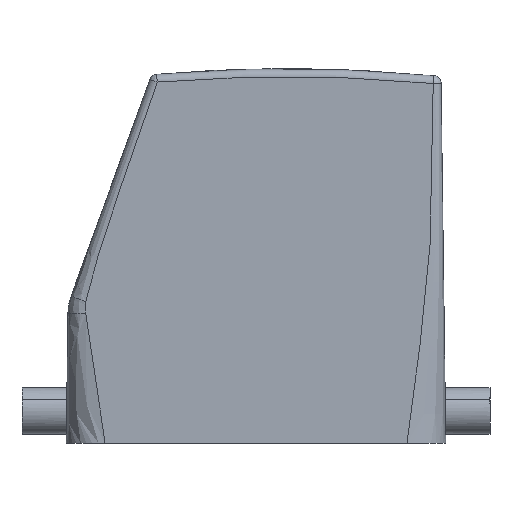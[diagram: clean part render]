
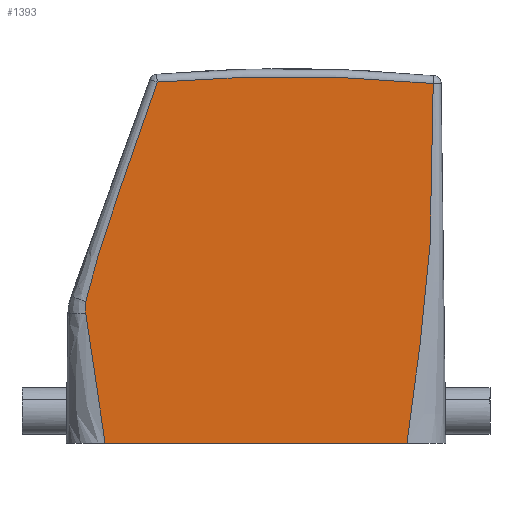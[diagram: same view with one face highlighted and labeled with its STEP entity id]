
A CAD part, left-side view. The second image highlights one B-rep face of the part: STEP entity #1393.
In plain terms, the highlighted planar face has unit normal (-1, 0, 0).
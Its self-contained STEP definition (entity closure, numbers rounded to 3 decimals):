
#1318=AXIS2_PLACEMENT_3D('Plane Axis2P3D',#1315,#1316,#1317) ;
#1382=AXIS2_PLACEMENT_3D('Circle Axis2P3D',#1380,#1381,$) ;
#497=CARTESIAN_POINT('Vertex',(0.,15.987,0.)) ;
#502=CARTESIAN_POINT('Line Origine',(0.,45.001,0.)) ;
#506=CARTESIAN_POINT('Vertex',(0.,74.015,0.)) ;
#1259=CARTESIAN_POINT('Vertex',(0.,10.921,69.176)) ;
#1263=CARTESIAN_POINT('Control Point',(0.,10.921,69.176)) ;
#1264=CARTESIAN_POINT('Control Point',(0.,10.918,66.926)) ;
#1265=CARTESIAN_POINT('Control Point',(0.,10.921,64.676)) ;
#1266=CARTESIAN_POINT('Control Point',(0.,10.932,62.426)) ;
#1267=CARTESIAN_POINT('Control Point',(0.,10.966,57.92)) ;
#1268=CARTESIAN_POINT('Control Point',(0.,11.023,53.413)) ;
#1269=CARTESIAN_POINT('Control Point',(0.,11.059,51.051)) ;
#1270=CARTESIAN_POINT('Control Point',(0.,11.165,45.68)) ;
#1271=CARTESIAN_POINT('Control Point',(0.,11.38,40.312)) ;
#1272=CARTESIAN_POINT('Control Point',(0.,11.561,37.199)) ;
#1273=CARTESIAN_POINT('Control Point',(0.,12.039,30.978)) ;
#1274=CARTESIAN_POINT('Control Point',(0.,12.712,24.767)) ;
#1275=CARTESIAN_POINT('Control Point',(0.,13.09,21.665)) ;
#1276=CARTESIAN_POINT('Control Point',(0.,13.75,16.587)) ;
#1277=CARTESIAN_POINT('Control Point',(0.,14.442,11.512)) ;
#1278=CARTESIAN_POINT('Control Point',(0.,14.713,9.533)) ;
#1279=CARTESIAN_POINT('Control Point',(0.,15.135,6.431)) ;
#1280=CARTESIAN_POINT('Control Point',(0.,15.55,3.327)) ;
#1281=CARTESIAN_POINT('Control Point',(0.,15.697,2.216)) ;
#1282=CARTESIAN_POINT('Control Point',(0.,15.842,1.109)) ;
#1283=CARTESIAN_POINT('Control Point',(0.,15.987,0.)) ;
#1315=CARTESIAN_POINT('Axis2P3D Location',(0.,6.967,-30.8)) ;
#1321=CARTESIAN_POINT('Control Point',(0.,63.985,69.452)) ;
#1322=CARTESIAN_POINT('Control Point',(0.,64.581,67.78)) ;
#1323=CARTESIAN_POINT('Control Point',(0.,65.172,66.114)) ;
#1324=CARTESIAN_POINT('Control Point',(0.,65.755,64.46)) ;
#1325=CARTESIAN_POINT('Control Point',(0.,66.477,62.402)) ;
#1326=CARTESIAN_POINT('Control Point',(0.,67.197,60.334)) ;
#1327=CARTESIAN_POINT('Control Point',(0.,67.388,59.787)) ;
#1328=CARTESIAN_POINT('Control Point',(0.,68.621,56.237)) ;
#1329=CARTESIAN_POINT('Control Point',(0.,69.843,52.685)) ;
#1330=CARTESIAN_POINT('Control Point',(0.,70.924,49.521)) ;
#1331=CARTESIAN_POINT('Control Point',(0.,72.113,46.024)) ;
#1332=CARTESIAN_POINT('Control Point',(0.,73.278,42.519)) ;
#1333=CARTESIAN_POINT('Control Point',(0.,73.367,42.25)) ;
#1334=CARTESIAN_POINT('Control Point',(0.,73.584,41.594)) ;
#1335=CARTESIAN_POINT('Control Point',(0.,73.799,40.942)) ;
#1336=CARTESIAN_POINT('Control Point',(0.,73.903,40.624)) ;
#1337=CARTESIAN_POINT('Control Point',(0.,74.204,39.702)) ;
#1338=CARTESIAN_POINT('Control Point',(0.,74.5,38.779)) ;
#1339=CARTESIAN_POINT('Control Point',(0.,74.693,38.172)) ;
#1340=CARTESIAN_POINT('Control Point',(0.,75.068,36.974)) ;
#1341=CARTESIAN_POINT('Control Point',(0.,75.433,35.774)) ;
#1342=CARTESIAN_POINT('Control Point',(0.,75.609,35.185)) ;
#1343=CARTESIAN_POINT('Control Point',(0.,76.176,33.257)) ;
#1344=CARTESIAN_POINT('Control Point',(0.,76.712,31.321)) ;
#1345=CARTESIAN_POINT('Control Point',(0.,77.069,29.97)) ;
#1346=CARTESIAN_POINT('Control Point',(0.,77.41,28.615)) ;
#1347=CARTESIAN_POINT('Control Point',(0.,77.735,27.257)) ;
#1348=CARTESIAN_POINT('Vertex',(0.,77.735,27.257)) ;
#1350=CARTESIAN_POINT('Vertex',(0.,63.985,69.452)) ;
#1354=CARTESIAN_POINT('Control Point',(0.,77.735,27.257)) ;
#1355=CARTESIAN_POINT('Control Point',(0.,77.822,26.799)) ;
#1356=CARTESIAN_POINT('Control Point',(0.,77.867,26.333)) ;
#1357=CARTESIAN_POINT('Control Point',(0.,77.87,25.865)) ;
#1358=CARTESIAN_POINT('Control Point',(0.,77.828,25.403)) ;
#1359=CARTESIAN_POINT('Control Point',(0.,77.743,24.955)) ;
#1360=CARTESIAN_POINT('Vertex',(0.,77.743,24.955)) ;
#1364=CARTESIAN_POINT('Control Point',(0.,77.743,24.955)) ;
#1365=CARTESIAN_POINT('Control Point',(0.,77.326,21.512)) ;
#1366=CARTESIAN_POINT('Control Point',(0.,76.835,18.072)) ;
#1367=CARTESIAN_POINT('Control Point',(0.,76.298,14.68)) ;
#1368=CARTESIAN_POINT('Control Point',(0.,75.662,10.725)) ;
#1369=CARTESIAN_POINT('Control Point',(0.,75.041,6.763)) ;
#1370=CARTESIAN_POINT('Control Point',(0.,74.975,6.341)) ;
#1371=CARTESIAN_POINT('Control Point',(0.,74.817,5.324)) ;
#1372=CARTESIAN_POINT('Control Point',(0.,74.662,4.312)) ;
#1373=CARTESIAN_POINT('Control Point',(0.,74.586,3.818)) ;
#1374=CARTESIAN_POINT('Control Point',(0.,74.425,2.758)) ;
#1375=CARTESIAN_POINT('Control Point',(0.,74.267,1.7)) ;
#1376=CARTESIAN_POINT('Control Point',(0.,74.182,1.135)) ;
#1377=CARTESIAN_POINT('Control Point',(0.,74.099,0.568)) ;
#1378=CARTESIAN_POINT('Control Point',(0.,74.015,0.)) ;
#1380=CARTESIAN_POINT('Axis2P3D Location',(0.,39.,-228.)) ;
#503=DIRECTION('Vector Direction',(0.,-1.,0.)) ;
#1316=DIRECTION('Axis2P3D Direction',(-1.,0.,0.)) ;
#1317=DIRECTION('Axis2P3D XDirection',(0.,-0.17,0.985)) ;
#1381=DIRECTION('Axis2P3D Direction',(-1.,0.,0.)) ;
#504=VECTOR('Line Direction',#503,1.) ;
#1386=ORIENTED_EDGE('',*,*,#1352,.F.) ;
#1387=ORIENTED_EDGE('',*,*,#1362,.F.) ;
#1388=ORIENTED_EDGE('',*,*,#1379,.F.) ;
#1389=ORIENTED_EDGE('',*,*,#508,.T.) ;
#1390=ORIENTED_EDGE('',*,*,#1284,.T.) ;
#1391=ORIENTED_EDGE('',*,*,#1384,.T.) ;
#1393=ADVANCED_FACE('Housing',(#1392),#1319,.T.) ;
#1262=B_SPLINE_CURVE_WITH_KNOTS('',5,(#1263,#1264,#1265,#1266,#1267,#1268,#1269,#1270,#1271,#1272,#1273,#1274,#1275,#1276,#1277,#1278,#1279,#1280,#1281,#1282,#1283),.UNSPECIFIED.,.F.,.U.,(6,3,3,3,3,3,6),(31.572,42.827,54.115,69.691,85.268,95.221,100.875),.UNSPECIFIED.) ;
#1320=B_SPLINE_CURVE_WITH_KNOTS('',5,(#1321,#1322,#1323,#1324,#1325,#1326,#1327,#1328,#1329,#1330,#1331,#1332,#1333,#1334,#1335,#1336,#1337,#1338,#1339,#1340,#1341,#1342,#1343,#1344,#1345,#1346,#1347),.UNSPECIFIED.,.F.,.U.,(6,3,3,3,3,3,3,3,6),(0.,12.531,15.445,39.025,41.517,43.913,48.45,52.777,62.647),.UNSPECIFIED.) ;
#1353=B_SPLINE_CURVE_WITH_KNOTS('',5,(#1354,#1355,#1356,#1357,#1358,#1359),.UNSPECIFIED.,.F.,.U.,(6,6),(0.,3.276),.UNSPECIFIED.) ;
#1363=B_SPLINE_CURVE_WITH_KNOTS('',5,(#1364,#1365,#1366,#1367,#1368,#1369,#1370,#1371,#1372,#1373,#1374,#1375,#1376,#1377,#1378),.UNSPECIFIED.,.F.,.U.,(6,3,3,3,6),(0.,24.507,28.211,31.774,35.859),.UNSPECIFIED.) ;
#1383=CIRCLE('generated circle',#1382,298.5) ;
#508=EDGE_CURVE('',#507,#498,#505,.T.) ;
#1284=EDGE_CURVE('',#498,#1260,#1262,.F.) ;
#1352=EDGE_CURVE('',#1349,#1351,#1320,.F.) ;
#1362=EDGE_CURVE('',#1361,#1349,#1353,.F.) ;
#1379=EDGE_CURVE('',#507,#1361,#1363,.F.) ;
#1384=EDGE_CURVE('',#1260,#1351,#1383,.T.) ;
#1385=EDGE_LOOP('',(#1386,#1387,#1388,#1389,#1390,#1391)) ;
#1392=FACE_OUTER_BOUND('',#1385,.T.) ;
#505=LINE('Line',#502,#504) ;
#1319=PLANE('',#1318) ;
#498=VERTEX_POINT('',#497) ;
#507=VERTEX_POINT('',#506) ;
#1260=VERTEX_POINT('',#1259) ;
#1349=VERTEX_POINT('',#1348) ;
#1351=VERTEX_POINT('',#1350) ;
#1361=VERTEX_POINT('',#1360) ;
